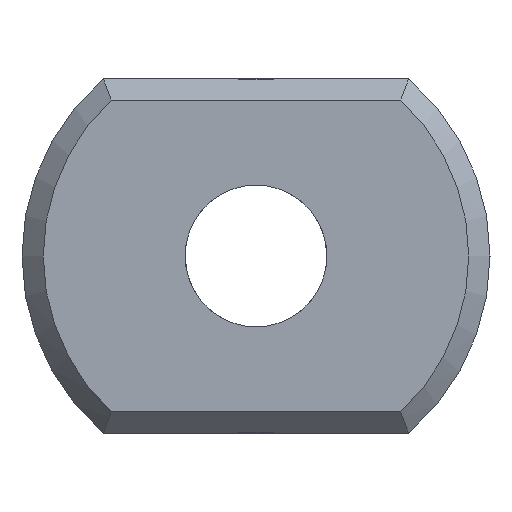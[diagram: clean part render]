
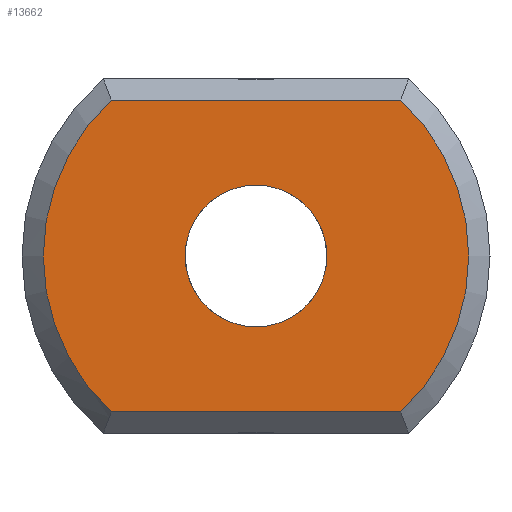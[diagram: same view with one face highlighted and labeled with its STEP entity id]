
A CAD part, left-side view. The second image highlights one B-rep face of the part: STEP entity #13662.
In plain terms, the highlighted planar face has unit normal (-1, 0, 0).
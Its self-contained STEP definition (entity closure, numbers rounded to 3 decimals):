
#3408 = VERTEX_POINT('',#3409);
#3409 = CARTESIAN_POINT('',(0.,-2.04,2.2));
#3418 = VERTEX_POINT('',#3419);
#3419 = CARTESIAN_POINT('',(0.,-2.04,-2.2));
#3426 = EDGE_CURVE('',#3408,#3418,#3427,.T.);
#3427 = CIRCLE('',#3428,3.);
#3428 = AXIS2_PLACEMENT_3D('',#3429,#3430,#3431);
#3429 = CARTESIAN_POINT('',(0.,0.,0.));
#3430 = DIRECTION('',(1.,0.,0.));
#3431 = DIRECTION('',(0.,-0.653,0.758)
  );
#3670 = VERTEX_POINT('',#3671);
#3671 = CARTESIAN_POINT('',(0.,2.04,2.2));
#3678 = EDGE_CURVE('',#3408,#3670,#3679,.T.);
#3679 = LINE('',#3680,#3681);
#3680 = CARTESIAN_POINT('',(0.,-2.154,2.2));
#3681 = VECTOR('',#3682,1.);
#3682 = DIRECTION('',(0.,1.,0.));
#13662 = ADVANCED_FACE('',(#13663,#13682),#13693,.F.);
#13663 = FACE_BOUND('',#13664,.F.);
#13664 = EDGE_LOOP('',(#13665,#13674,#13675,#13676));
#13665 = ORIENTED_EDGE('',*,*,#13666,.T.);
#13666 = EDGE_CURVE('',#13667,#3670,#13669,.T.);
#13667 = VERTEX_POINT('',#13668);
#13668 = CARTESIAN_POINT('',(0.,2.04,-2.2));
#13669 = CIRCLE('',#13670,3.);
#13670 = AXIS2_PLACEMENT_3D('',#13671,#13672,#13673);
#13671 = CARTESIAN_POINT('',(0.,0.,0.));
#13672 = DIRECTION('',(1.,0.,0.));
#13673 = DIRECTION('',(0.,0.653,-0.758)
  );
#13674 = ORIENTED_EDGE('',*,*,#3678,.F.);
#13675 = ORIENTED_EDGE('',*,*,#3426,.T.);
#13676 = ORIENTED_EDGE('',*,*,#13677,.T.);
#13677 = EDGE_CURVE('',#3418,#13667,#13678,.T.);
#13678 = LINE('',#13679,#13680);
#13679 = CARTESIAN_POINT('',(0.,-2.154,-2.2));
#13680 = VECTOR('',#13681,1.);
#13681 = DIRECTION('',(0.,1.,0.));
#13682 = FACE_BOUND('',#13683,.T.);
#13683 = EDGE_LOOP('',(#13684));
#13684 = ORIENTED_EDGE('',*,*,#13685,.T.);
#13685 = EDGE_CURVE('',#13686,#13686,#13688,.T.);
#13686 = VERTEX_POINT('',#13687);
#13687 = CARTESIAN_POINT('',(0.,1.,0.)
  );
#13688 = CIRCLE('',#13689,1.);
#13689 = AXIS2_PLACEMENT_3D('',#13690,#13691,#13692);
#13690 = CARTESIAN_POINT('',(0.,0.,0.));
#13691 = DIRECTION('',(1.,0.,0.));
#13692 = DIRECTION('',(0.,1.,0.));
#13693 = PLANE('',#13694);
#13694 = AXIS2_PLACEMENT_3D('',#13695,#13696,#13697);
#13695 = CARTESIAN_POINT('',(0.,0.,0.));
#13696 = DIRECTION('',(1.,0.,0.));
#13697 = DIRECTION('',(0.,0.,1.));
